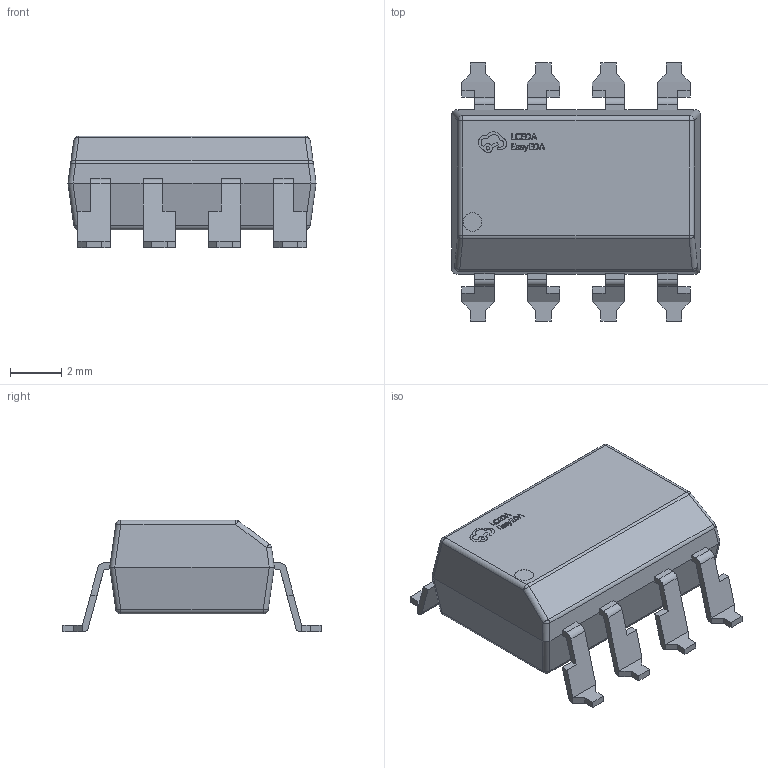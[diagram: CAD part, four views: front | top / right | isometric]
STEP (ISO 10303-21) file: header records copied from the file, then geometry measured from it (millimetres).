
FILE_DESCRIPTION (( 'STEP AP214' ), '1' );
FILE_NAME ('SOP-8_L9.7-W6.4-P2.54-LS10.0-BL.step', '2022-07-26T10:23:29', ( '' ), ( '' ), 'SwSTEP 2.0', 'SolidWorks 2020', '' );
FILE_SCHEMA (( 'AUTOMOTIVE_DESIGN' ));
Length unit declared in the file: millimetre
Products named in the file (1): SOP-8_L9.7-W6.4-P2.54-LS10.0-BL
Bounding box: 9.66 x 10.05 x 4.35 mm (x, y, z)
Volume: 212.2 mm3; surface area: 285.1 mm2
Topology: 14 solids, 14 shells, 477 faces, 1269 edges, 828 vertices
Faces by surface type: plane 310, bspline 112, cylinder 45, sphere 10
Entity records: 21247 total; most frequent: CARTESIAN_POINT 4691, ORIENTED_EDGE 2538, DIRECTION 1851, EDGE_CURVE 1269, LINE 955, VECTOR 955, VERTEX_POINT 828, EDGE_LOOP 497
